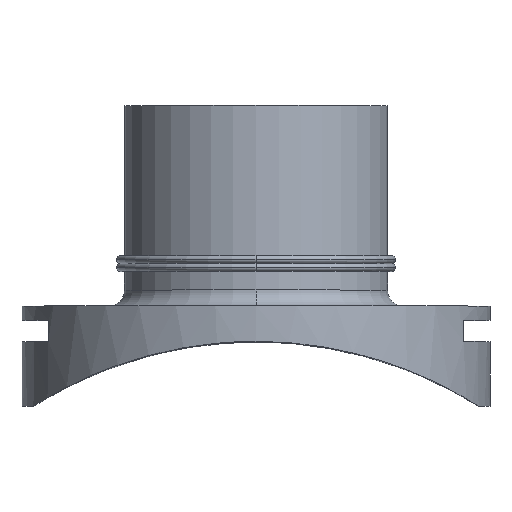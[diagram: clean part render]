
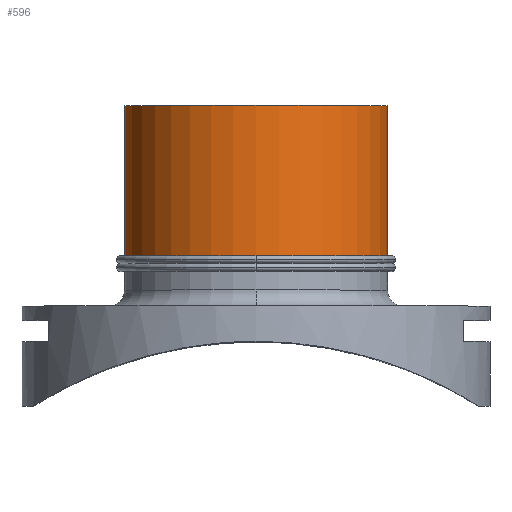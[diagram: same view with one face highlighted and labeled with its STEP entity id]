
A CAD part, top view. The second image highlights one B-rep face of the part: STEP entity #596.
In plain terms, the highlighted cylindrical face has radius 112.5 mm (diameter 225 mm), a partial arc.
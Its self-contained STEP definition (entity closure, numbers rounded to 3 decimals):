
#312 = EDGE_CURVE( '', #706, #436, #800, .T. );
#322 = EDGE_CURVE( '', #462, #706, #811, .T. );
#382 = EDGE_CURVE( '', #436, #702, #875, .T. );
#436 = VERTEX_POINT( '', #933 );
#462 = VERTEX_POINT( '', #961 );
#494 = VERTEX_POINT( '', #999 );
#532 = EDGE_CURVE( '', #702, #494, #1043, .T. );
#550 = EDGE_CURVE( '', #494, #462, #1062, .T. );
#596 = ADVANCED_FACE( '', ( #1112 ), #1113, .T. );
#702 = VERTEX_POINT( '', #1238 );
#706 = VERTEX_POINT( '', #1243 );
#800 = LINE( '', #1384, #1385 );
#811 = CIRCLE( '', #1398, 112.5 );
#875 = CIRCLE( '', #1483, 112.5 );
#933 = CARTESIAN_POINT( '', ( -112.5, 125.375, 0. ) );
#961 = CARTESIAN_POINT( '', ( 112.5, 257., 0. ) );
#999 = CARTESIAN_POINT( '', ( 112.5, 125.375, 0. ) );
#1043 = CIRCLE( '', #1730, 112.5 );
#1062 = LINE( '', #1823, #1824 );
#1112 = FACE_OUTER_BOUND( '', #1917, .T. );
#1113 = CYLINDRICAL_SURFACE( '', #1918, 112.5 );
#1238 = CARTESIAN_POINT( '', ( 0., 125.375, 112.5 ) );
#1243 = CARTESIAN_POINT( '', ( -112.5, 257., 0. ) );
#1384 = CARTESIAN_POINT( '', ( -112.5, 178.167, 0. ) );
#1385 = VECTOR( '', #2266, 1. );
#1398 = AXIS2_PLACEMENT_3D( '', #2278, #2279, #2280 );
#1483 = AXIS2_PLACEMENT_3D( '', #2351, #2352, #2353 );
#1730 = AXIS2_PLACEMENT_3D( '', #2561, #2562, #2563 );
#1823 = CARTESIAN_POINT( '', ( 112.5, 178.167, 0. ) );
#1824 = VECTOR( '', #2579, 1. );
#1917 = EDGE_LOOP( '', ( #2634, #2635, #2636, #2637, #2638 ) );
#1918 = AXIS2_PLACEMENT_3D( '', #2639, #2640, #2641 );
#2266 = DIRECTION( '', ( 0., -1., 0. ) );
#2278 = CARTESIAN_POINT( '', ( 0., 257., 0. ) );
#2279 = DIRECTION( '', ( 0., -1., 0. ) );
#2280 = DIRECTION( '', ( -1., 0., 0. ) );
#2351 = CARTESIAN_POINT( '', ( 0., 125.375, 0. ) );
#2352 = DIRECTION( '', ( 0., 1., 0. ) );
#2353 = DIRECTION( '', ( -1., 0., 0. ) );
#2561 = CARTESIAN_POINT( '', ( 0., 125.375, 0. ) );
#2562 = DIRECTION( '', ( 0., 1., 0. ) );
#2563 = DIRECTION( '', ( -1., 0., 0. ) );
#2579 = DIRECTION( '', ( 0., 1., 0. ) );
#2634 = ORIENTED_EDGE( '', *, *, #312, .T. );
#2635 = ORIENTED_EDGE( '', *, *, #382, .T. );
#2636 = ORIENTED_EDGE( '', *, *, #532, .T. );
#2637 = ORIENTED_EDGE( '', *, *, #550, .T. );
#2638 = ORIENTED_EDGE( '', *, *, #322, .T. );
#2639 = CARTESIAN_POINT( '', ( 0., 178.167, 0. ) );
#2640 = DIRECTION( '', ( 0., 1., 0. ) );
#2641 = DIRECTION( '', ( -1., 0., 0. ) );
